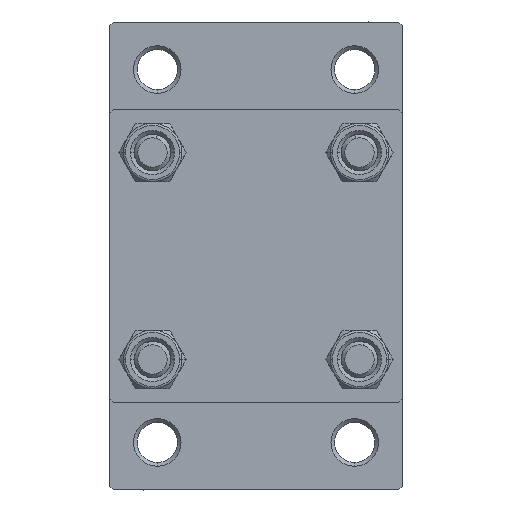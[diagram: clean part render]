
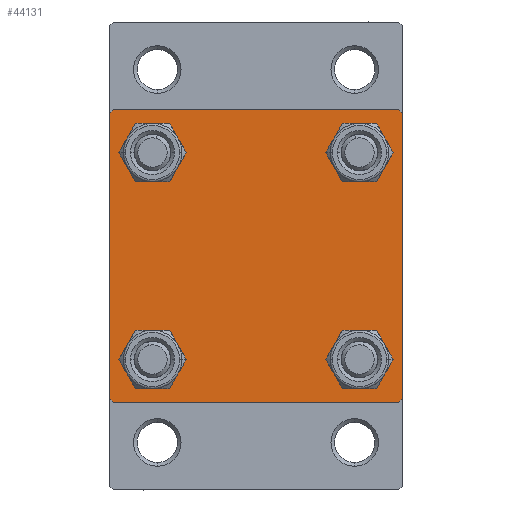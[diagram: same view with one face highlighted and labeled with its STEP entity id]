
A CAD part, left-side view. The second image highlights one B-rep face of the part: STEP entity #44131.
In plain terms, the highlighted planar face has unit normal (-1, 0, 0).
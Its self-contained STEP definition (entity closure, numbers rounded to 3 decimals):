
#392 = DIRECTION ( 'NONE',  ( -1., 0., 0. ) ) ;
#553 = VERTEX_POINT ( 'NONE', #19504 ) ;
#703 = CARTESIAN_POINT ( 'NONE',  ( 0., 19.75, 19.75 ) ) ;
#873 = VECTOR ( 'NONE', #6912, 1000. ) ;
#941 = LINE ( 'NONE', #44042, #34188 ) ;
#1210 = ORIENTED_EDGE ( 'NONE', *, *, #16143, .T. ) ;
#1464 = CARTESIAN_POINT ( 'NONE',  ( 0., -19.75, 19.75 ) ) ;
#1751 = CIRCLE ( 'NONE', #14678, 3. ) ;
#2009 = ORIENTED_EDGE ( 'NONE', *, *, #11822, .T. ) ;
#2218 = CIRCLE ( 'NONE', #29608, 3. ) ;
#2237 = CARTESIAN_POINT ( 'NONE',  ( 0., -20., 20. ) ) ;
#2301 = DIRECTION ( 'NONE',  ( 0., -0.707, 0.707 ) ) ;
#2522 = ORIENTED_EDGE ( 'NONE', *, *, #14986, .T. ) ;
#2618 = EDGE_CURVE ( 'NONE', #14886, #5419, #40409, .T. ) ;
#2901 = VERTEX_POINT ( 'NONE', #17433 ) ;
#3234 = AXIS2_PLACEMENT_3D ( 'NONE', #11606, #26133, #37548 ) ;
#4138 = CARTESIAN_POINT ( 'NONE',  ( 0., 20., -19.5 ) ) ;
#4277 = DIRECTION ( 'NONE',  ( 0., 0., -1. ) ) ;
#4412 = ORIENTED_EDGE ( 'NONE', *, *, #2618, .T. ) ;
#4916 = PLANE ( 'NONE',  #29756 ) ;
#5419 = VERTEX_POINT ( 'NONE', #28270 ) ;
#5908 = DIRECTION ( 'NONE',  ( 1., 0., 0. ) ) ;
#6543 = DIRECTION ( 'NONE',  ( 1., 0., 0. ) ) ;
#6912 = DIRECTION ( 'NONE',  ( 0., -1., 0. ) ) ;
#6970 = AXIS2_PLACEMENT_3D ( 'NONE', #46538, #6543, #32727 ) ;
#7111 = DIRECTION ( 'NONE',  ( 0., 0., 1. ) ) ;
#7339 = CARTESIAN_POINT ( 'NONE',  ( 0., -14.15, 14.15 ) ) ;
#7583 = DIRECTION ( 'NONE',  ( 0., 0., 1. ) ) ;
#8246 = FACE_BOUND ( 'NONE', #42912, .T. ) ;
#8539 = CIRCLE ( 'NONE', #45034, 3. ) ;
#8660 = ORIENTED_EDGE ( 'NONE', *, *, #25353, .T. ) ;
#8731 = FACE_BOUND ( 'NONE', #33621, .T. ) ;
#9643 = CARTESIAN_POINT ( 'NONE',  ( 0., 19.75, -19.75 ) ) ;
#9741 = VERTEX_POINT ( 'NONE', #10412 ) ;
#10052 = CIRCLE ( 'NONE', #22232, 3. ) ;
#10063 = EDGE_CURVE ( 'NONE', #35958, #38818, #13470, .T. ) ;
#10290 = CARTESIAN_POINT ( 'NONE',  ( 0., -20., 19.5 ) ) ;
#10412 = CARTESIAN_POINT ( 'NONE',  ( 0., 20., 19.5 ) ) ;
#11606 = CARTESIAN_POINT ( 'NONE',  ( 0., -14.15, 14.15 ) ) ;
#11739 = LINE ( 'NONE', #1464, #37326 ) ;
#11822 = EDGE_CURVE ( 'NONE', #37376, #13676, #11739, .T. ) ;
#12070 = FACE_OUTER_BOUND ( 'NONE', #43807, .T. ) ;
#12101 = EDGE_CURVE ( 'NONE', #38818, #21517, #32881, .T. ) ;
#12321 = ORIENTED_EDGE ( 'NONE', *, *, #44114, .T. ) ;
#13191 = CARTESIAN_POINT ( 'NONE',  ( 0., -19.5, 20. ) ) ;
#13214 = LINE ( 'NONE', #2237, #30887 ) ;
#13470 = LINE ( 'NONE', #9643, #36717 ) ;
#13565 = CARTESIAN_POINT ( 'NONE',  ( 0., 14.15, -14.15 ) ) ;
#13622 = CIRCLE ( 'NONE', #45520, 3. ) ;
#13623 = VERTEX_POINT ( 'NONE', #37022 ) ;
#13676 = VERTEX_POINT ( 'NONE', #13191 ) ;
#14309 = EDGE_LOOP ( 'NONE', ( #23641, #8660 ) ) ;
#14678 = AXIS2_PLACEMENT_3D ( 'NONE', #7339, #39731, #7111 ) ;
#14886 = VERTEX_POINT ( 'NONE', #24667 ) ;
#14986 = EDGE_CURVE ( 'NONE', #36477, #16126, #10052, .T. ) ;
#15162 = EDGE_CURVE ( 'NONE', #13623, #9741, #18812, .T. ) ;
#15192 = CARTESIAN_POINT ( 'NONE',  ( 0., 14.15, -17.15 ) ) ;
#15415 = FACE_BOUND ( 'NONE', #38290, .T. ) ;
#16126 = VERTEX_POINT ( 'NONE', #15192 ) ;
#16143 = EDGE_CURVE ( 'NONE', #36430, #2901, #1751, .T. ) ;
#16838 = LINE ( 'NONE', #34942, #17466 ) ;
#16905 = ORIENTED_EDGE ( 'NONE', *, *, #20468, .F. ) ;
#17433 = CARTESIAN_POINT ( 'NONE',  ( 0., -14.15, 11.15 ) ) ;
#17466 = VECTOR ( 'NONE', #2301, 1000. ) ;
#18027 = CARTESIAN_POINT ( 'NONE',  ( 0., 19.5, -20. ) ) ;
#18812 = LINE ( 'NONE', #703, #19939 ) ;
#19397 = CARTESIAN_POINT ( 'NONE',  ( 0., 14.15, -14.15 ) ) ;
#19504 = CARTESIAN_POINT ( 'NONE',  ( 0., -20., -19.5 ) ) ;
#19939 = VECTOR ( 'NONE', #25510, 1000. ) ;
#20390 = ORIENTED_EDGE ( 'NONE', *, *, #45671, .T. ) ;
#20425 = DIRECTION ( 'NONE',  ( 0., 0., 1. ) ) ;
#20468 = EDGE_CURVE ( 'NONE', #37376, #553, #13214, .T. ) ;
#20974 = LINE ( 'NONE', #43105, #873 ) ;
#21517 = VERTEX_POINT ( 'NONE', #31947 ) ;
#22232 = AXIS2_PLACEMENT_3D ( 'NONE', #19397, #33931, #26086 ) ;
#23499 = ORIENTED_EDGE ( 'NONE', *, *, #15162, .T. ) ;
#23641 = ORIENTED_EDGE ( 'NONE', *, *, #26815, .T. ) ;
#24293 = AXIS2_PLACEMENT_3D ( 'NONE', #43307, #36646, #7583 ) ;
#24584 = VERTEX_POINT ( 'NONE', #30603 ) ;
#24667 = CARTESIAN_POINT ( 'NONE',  ( 0., 14.15, 17.15 ) ) ;
#24677 = DIRECTION ( 'NONE',  ( 0., 0., 1. ) ) ;
#24793 = DIRECTION ( 'NONE',  ( 0., -1., 0. ) ) ;
#24910 = CARTESIAN_POINT ( 'NONE',  ( 0., -14.15, -14.15 ) ) ;
#25195 = CIRCLE ( 'NONE', #3234, 3. ) ;
#25353 = EDGE_CURVE ( 'NONE', #24584, #27483, #13622, .T. ) ;
#25510 = DIRECTION ( 'NONE',  ( 0., 0.707, -0.707 ) ) ;
#26086 = DIRECTION ( 'NONE',  ( 0., 0., 1. ) ) ;
#26133 = DIRECTION ( 'NONE',  ( 1., 0., 0. ) ) ;
#26815 = EDGE_CURVE ( 'NONE', #27483, #24584, #40272, .T. ) ;
#26843 = CARTESIAN_POINT ( 'NONE',  ( 0., 0., 0. ) ) ;
#27399 = ORIENTED_EDGE ( 'NONE', *, *, #45117, .F. ) ;
#27483 = VERTEX_POINT ( 'NONE', #37646 ) ;
#27955 = EDGE_CURVE ( 'NONE', #21517, #553, #16838, .T. ) ;
#28096 = DIRECTION ( 'NONE',  ( 0., 0., 1. ) ) ;
#28270 = CARTESIAN_POINT ( 'NONE',  ( 0., 14.15, 11.15 ) ) ;
#29011 = ORIENTED_EDGE ( 'NONE', *, *, #30617, .T. ) ;
#29460 = DIRECTION ( 'NONE',  ( 0., 0., 1. ) ) ;
#29608 = AXIS2_PLACEMENT_3D ( 'NONE', #31871, #5908, #20425 ) ;
#29756 = AXIS2_PLACEMENT_3D ( 'NONE', #26843, #392, #29460 ) ;
#30035 = EDGE_CURVE ( 'NONE', #5419, #14886, #2218, .T. ) ;
#30369 = ORIENTED_EDGE ( 'NONE', *, *, #10063, .T. ) ;
#30603 = CARTESIAN_POINT ( 'NONE',  ( 0., -14.15, -17.15 ) ) ;
#30617 = EDGE_CURVE ( 'NONE', #9741, #35958, #941, .T. ) ;
#30887 = VECTOR ( 'NONE', #31552, 1000. ) ;
#31552 = DIRECTION ( 'NONE',  ( 0., 0., -1. ) ) ;
#31871 = CARTESIAN_POINT ( 'NONE',  ( 0., 14.15, 14.15 ) ) ;
#31947 = CARTESIAN_POINT ( 'NONE',  ( 0., -19.5, -20. ) ) ;
#32727 = DIRECTION ( 'NONE',  ( 0., 0., 1. ) ) ;
#32881 = LINE ( 'NONE', #42886, #44134 ) ;
#33018 = ORIENTED_EDGE ( 'NONE', *, *, #30035, .T. ) ;
#33370 = CARTESIAN_POINT ( 'NONE',  ( 0., 14.15, -11.15 ) ) ;
#33398 = DIRECTION ( 'NONE',  ( 0., 0.707, 0.707 ) ) ;
#33442 = ORIENTED_EDGE ( 'NONE', *, *, #27955, .T. ) ;
#33615 = CARTESIAN_POINT ( 'NONE',  ( 0., -14.15, 17.15 ) ) ;
#33621 = EDGE_LOOP ( 'NONE', ( #4412, #33018 ) ) ;
#33931 = DIRECTION ( 'NONE',  ( 1., 0., 0. ) ) ;
#34188 = VECTOR ( 'NONE', #4277, 1000. ) ;
#34942 = CARTESIAN_POINT ( 'NONE',  ( 0., -19.75, -19.75 ) ) ;
#35383 = DIRECTION ( 'NONE',  ( 0., -0.707, -0.707 ) ) ;
#35958 = VERTEX_POINT ( 'NONE', #4138 ) ;
#36430 = VERTEX_POINT ( 'NONE', #33615 ) ;
#36477 = VERTEX_POINT ( 'NONE', #33370 ) ;
#36646 = DIRECTION ( 'NONE',  ( 1., 0., 0. ) ) ;
#36717 = VECTOR ( 'NONE', #35383, 1000. ) ;
#37022 = CARTESIAN_POINT ( 'NONE',  ( 0., 19.5, 20. ) ) ;
#37326 = VECTOR ( 'NONE', #33398, 1000. ) ;
#37376 = VERTEX_POINT ( 'NONE', #10290 ) ;
#37548 = DIRECTION ( 'NONE',  ( 0., 0., 1. ) ) ;
#37646 = CARTESIAN_POINT ( 'NONE',  ( 0., -14.15, -11.15 ) ) ;
#38290 = EDGE_LOOP ( 'NONE', ( #1210, #12321 ) ) ;
#38818 = VERTEX_POINT ( 'NONE', #18027 ) ;
#39731 = DIRECTION ( 'NONE',  ( 1., 0., 0. ) ) ;
#40272 = CIRCLE ( 'NONE', #24293, 3. ) ;
#40409 = CIRCLE ( 'NONE', #6970, 3. ) ;
#40863 = FACE_BOUND ( 'NONE', #14309, .T. ) ;
#42773 = DIRECTION ( 'NONE',  ( 1., 0., 0. ) ) ;
#42886 = CARTESIAN_POINT ( 'NONE',  ( 0., 20., -20. ) ) ;
#42912 = EDGE_LOOP ( 'NONE', ( #2522, #20390 ) ) ;
#43105 = CARTESIAN_POINT ( 'NONE',  ( 0., 20., 20. ) ) ;
#43307 = CARTESIAN_POINT ( 'NONE',  ( 0., -14.15, -14.15 ) ) ;
#43807 = EDGE_LOOP ( 'NONE', ( #29011, #30369, #45013, #33442, #16905, #2009, #27399, #23499 ) ) ;
#44042 = CARTESIAN_POINT ( 'NONE',  ( 0., 20., 20. ) ) ;
#44114 = EDGE_CURVE ( 'NONE', #2901, #36430, #25195, .T. ) ;
#44131 = ADVANCED_FACE ( 'NONE', ( #15415, #40863, #8246, #8731, #12070 ), #4916, .T. ) ;
#44134 = VECTOR ( 'NONE', #24793, 1000. ) ;
#45013 = ORIENTED_EDGE ( 'NONE', *, *, #12101, .T. ) ;
#45034 = AXIS2_PLACEMENT_3D ( 'NONE', #13565, #46659, #28096 ) ;
#45117 = EDGE_CURVE ( 'NONE', #13623, #13676, #20974, .T. ) ;
#45520 = AXIS2_PLACEMENT_3D ( 'NONE', #24910, #42773, #24677 ) ;
#45671 = EDGE_CURVE ( 'NONE', #16126, #36477, #8539, .T. ) ;
#46538 = CARTESIAN_POINT ( 'NONE',  ( 0., 14.15, 14.15 ) ) ;
#46659 = DIRECTION ( 'NONE',  ( 1., 0., 0. ) ) ;
